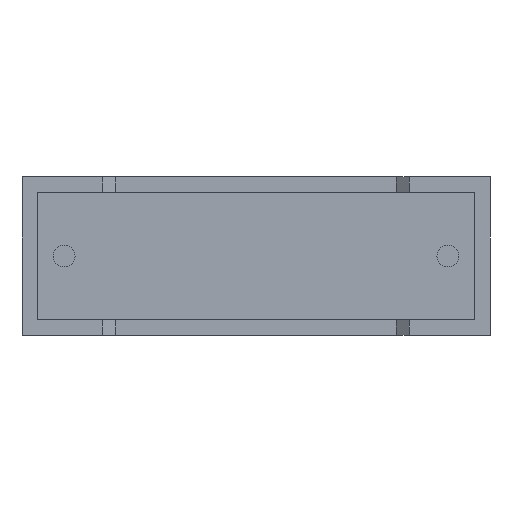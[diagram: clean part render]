
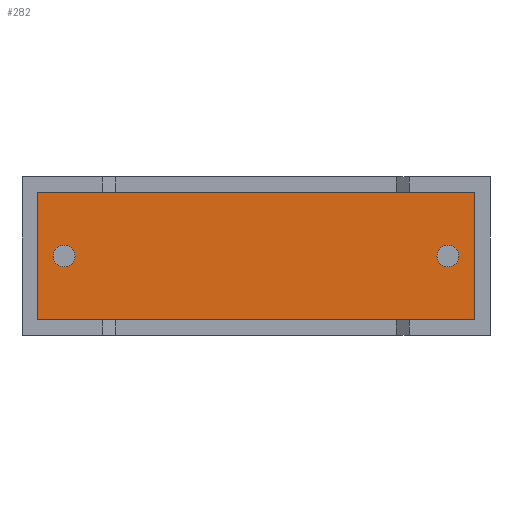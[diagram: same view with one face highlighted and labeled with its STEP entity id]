
A CAD part, front view. The second image highlights one B-rep face of the part: STEP entity #282.
In plain terms, the highlighted planar face has unit normal (0, -1, 0).
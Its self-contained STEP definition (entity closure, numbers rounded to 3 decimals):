
#26 = ORIENTED_EDGE ( 'NONE', *, *, #2983, .F. ) ;
#27 = AXIS2_PLACEMENT_3D ( 'NONE', #845, #2260, #2947 ) ;
#68 = DIRECTION ( 'NONE',  ( 0., 0., -1. ) ) ;
#69 = EDGE_CURVE ( 'NONE', #1631, #1224, #1162, .T. ) ;
#84 = DIRECTION ( 'NONE',  ( 0., 0., 1. ) ) ;
#143 = AXIS2_PLACEMENT_3D ( 'NONE', #1782, #2484, #68 ) ;
#176 = EDGE_CURVE ( 'NONE', #2524, #1631, #2457, .T. ) ;
#201 = AXIS2_PLACEMENT_3D ( 'NONE', #841, #1806, #415 ) ;
#274 = VERTEX_POINT ( 'NONE', #882 ) ;
#282 = ADVANCED_FACE ( 'NONE', ( #1846, #2777, #3025 ), #913, .T. ) ;
#335 = CIRCLE ( 'NONE', #201, 0.425 ) ;
#368 = DIRECTION ( 'NONE',  ( 0., 0., -1. ) ) ;
#395 = DIRECTION ( 'NONE',  ( 0., 0., -1. ) ) ;
#397 = CIRCLE ( 'NONE', #2043, 0.425 ) ;
#415 = DIRECTION ( 'NONE',  ( 0., 0., -1. ) ) ;
#423 = ORIENTED_EDGE ( 'NONE', *, *, #462, .T. ) ;
#462 = EDGE_CURVE ( 'NONE', #1224, #2005, #2281, .T. ) ;
#649 = CARTESIAN_POINT ( 'NONE',  ( 0.61, 0.75, 5.59 ) ) ;
#664 = EDGE_CURVE ( 'NONE', #1471, #2607, #2214, .T. ) ;
#684 = CARTESIAN_POINT ( 'NONE',  ( 17.69, 0.75, 5.59 ) ) ;
#737 = EDGE_LOOP ( 'NONE', ( #423, #1619, #1800, #1939 ) ) ;
#773 = VECTOR ( 'NONE', #1643, 1000. ) ;
#841 = CARTESIAN_POINT ( 'NONE',  ( 16.65, 0.75, 3.1 ) ) ;
#845 = CARTESIAN_POINT ( 'NONE',  ( 0., 0.75, 0. ) ) ;
#854 = EDGE_LOOP ( 'NONE', ( #26, #1051 ) ) ;
#882 = CARTESIAN_POINT ( 'NONE',  ( 16.65, 0.75, 3.525 ) ) ;
#913 = PLANE ( 'NONE',  #27 ) ;
#968 = LINE ( 'NONE', #1920, #2379 ) ;
#1030 = DIRECTION ( 'NONE',  ( 0., 0., -1. ) ) ;
#1051 = ORIENTED_EDGE ( 'NONE', *, *, #664, .F. ) ;
#1112 = CARTESIAN_POINT ( 'NONE',  ( 1.65, 0.75, 3.1 ) ) ;
#1162 = LINE ( 'NONE', #684, #773 ) ;
#1224 = VERTEX_POINT ( 'NONE', #2620 ) ;
#1330 = CARTESIAN_POINT ( 'NONE',  ( 17.69, 0.75, 0.61 ) ) ;
#1355 = EDGE_CURVE ( 'NONE', #274, #2691, #2072, .T. ) ;
#1407 = ORIENTED_EDGE ( 'NONE', *, *, #1589, .F. ) ;
#1430 = DIRECTION ( 'NONE',  ( 0., -1., 0. ) ) ;
#1471 = VERTEX_POINT ( 'NONE', #1664 ) ;
#1586 = CARTESIAN_POINT ( 'NONE',  ( 17.69, 0.75, 5.59 ) ) ;
#1589 = EDGE_CURVE ( 'NONE', #2691, #274, #335, .T. ) ;
#1593 = VECTOR ( 'NONE', #84, 1000. ) ;
#1619 = ORIENTED_EDGE ( 'NONE', *, *, #2780, .T. ) ;
#1631 = VERTEX_POINT ( 'NONE', #1586 ) ;
#1643 = DIRECTION ( 'NONE',  ( -1., 0., 0. ) ) ;
#1664 = CARTESIAN_POINT ( 'NONE',  ( 1.65, 0.75, 2.675 ) ) ;
#1682 = AXIS2_PLACEMENT_3D ( 'NONE', #1112, #2291, #368 ) ;
#1762 = EDGE_LOOP ( 'NONE', ( #2421, #1407 ) ) ;
#1782 = CARTESIAN_POINT ( 'NONE',  ( 16.65, 0.75, 3.1 ) ) ;
#1800 = ORIENTED_EDGE ( 'NONE', *, *, #176, .T. ) ;
#1806 = DIRECTION ( 'NONE',  ( 0., -1., 0. ) ) ;
#1838 = VECTOR ( 'NONE', #395, 1000. ) ;
#1846 = FACE_BOUND ( 'NONE', #1762, .T. ) ;
#1920 = CARTESIAN_POINT ( 'NONE',  ( 0.61, 0.75, 0.61 ) ) ;
#1939 = ORIENTED_EDGE ( 'NONE', *, *, #69, .T. ) ;
#1940 = CARTESIAN_POINT ( 'NONE',  ( 16.65, 0.75, 2.675 ) ) ;
#2005 = VERTEX_POINT ( 'NONE', #2836 ) ;
#2043 = AXIS2_PLACEMENT_3D ( 'NONE', #2598, #1430, #1030 ) ;
#2072 = CIRCLE ( 'NONE', #143, 0.425 ) ;
#2214 = CIRCLE ( 'NONE', #1682, 0.425 ) ;
#2260 = DIRECTION ( 'NONE',  ( 0., -1., 0. ) ) ;
#2281 = LINE ( 'NONE', #649, #1838 ) ;
#2291 = DIRECTION ( 'NONE',  ( 0., -1., 0. ) ) ;
#2379 = VECTOR ( 'NONE', #2851, 1000. ) ;
#2421 = ORIENTED_EDGE ( 'NONE', *, *, #1355, .F. ) ;
#2457 = LINE ( 'NONE', #1330, #1593 ) ;
#2484 = DIRECTION ( 'NONE',  ( 0., -1., 0. ) ) ;
#2524 = VERTEX_POINT ( 'NONE', #2615 ) ;
#2598 = CARTESIAN_POINT ( 'NONE',  ( 1.65, 0.75, 3.1 ) ) ;
#2607 = VERTEX_POINT ( 'NONE', #2888 ) ;
#2615 = CARTESIAN_POINT ( 'NONE',  ( 17.69, 0.75, 0.61 ) ) ;
#2620 = CARTESIAN_POINT ( 'NONE',  ( 0.61, 0.75, 5.59 ) ) ;
#2691 = VERTEX_POINT ( 'NONE', #1940 ) ;
#2777 = FACE_OUTER_BOUND ( 'NONE', #737, .T. ) ;
#2780 = EDGE_CURVE ( 'NONE', #2005, #2524, #968, .T. ) ;
#2836 = CARTESIAN_POINT ( 'NONE',  ( 0.61, 0.75, 0.61 ) ) ;
#2851 = DIRECTION ( 'NONE',  ( 1., 0., 0. ) ) ;
#2888 = CARTESIAN_POINT ( 'NONE',  ( 1.65, 0.75, 3.525 ) ) ;
#2947 = DIRECTION ( 'NONE',  ( 0., 0., -1. ) ) ;
#2983 = EDGE_CURVE ( 'NONE', #2607, #1471, #397, .T. ) ;
#3025 = FACE_BOUND ( 'NONE', #854, .T. ) ;
